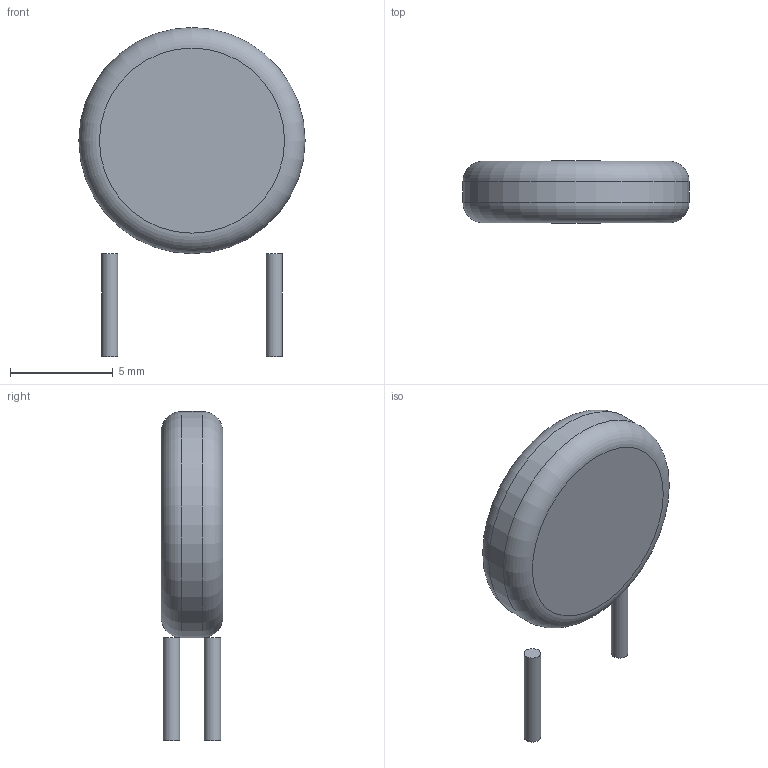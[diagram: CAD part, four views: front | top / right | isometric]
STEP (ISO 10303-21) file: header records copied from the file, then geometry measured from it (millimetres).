
FILE_DESCRIPTION(('FreeCAD Model'),'2;1');
FILE_NAME('Open CASCADE Shape Model','2021-03-28T13:11:44',('Author'),( ''),'Open CASCADE STEP processor 7.5','FreeCAD','Unknown');
FILE_SCHEMA(('AUTOMOTIVE_DESIGN { 1 0 10303 214 1 1 1 1 }'));
Length unit declared in the file: millimetre
Products named in the file (3): ____________________1; Body001; Body
Assembly tree (2 placements, depth 2):
  ____________________1
    Body001
    Body
Bounding box: 11 x 3 x 16 mm (x, y, z)
Volume: 275.9 mm3; surface area: 290.3 mm2
Topology: 3 solids, 3 shells, 11 faces, 13 edges, 8 vertices
Faces by surface type: plane 6, cylinder 3, torus 2
Full cylindrical faces by diameter (mm): 0.8 x2, 11 x1
Entity records: 457 total; most frequent: CARTESIAN_POINT 85, DIRECTION 63, ORIENTED_EDGE 26, PCURVE 26, DEFINITIONAL_REPRESENTATION 26, AXIS2_PLACEMENT_3D 24, CIRCLE 14, EDGE_CURVE 13
